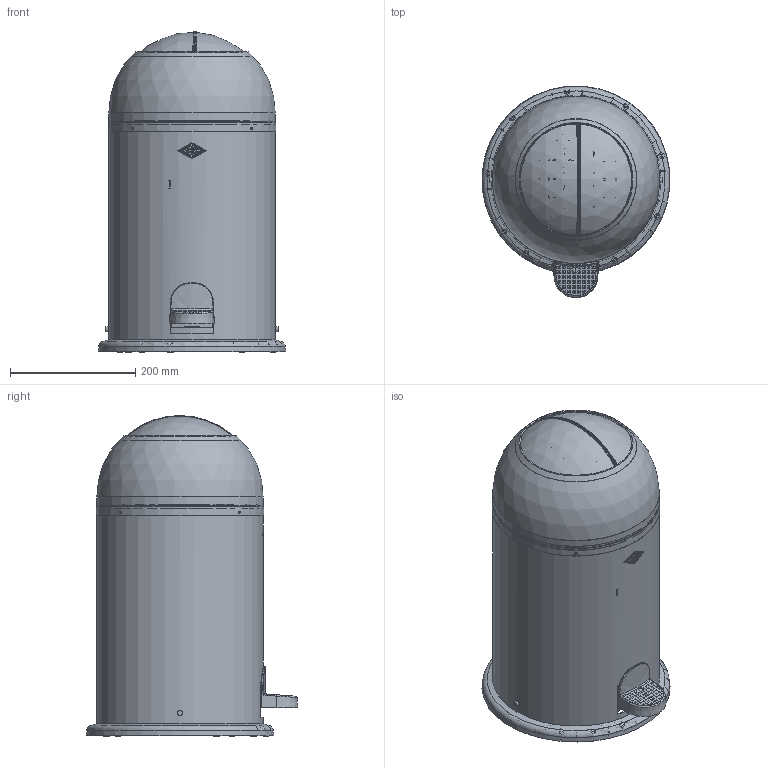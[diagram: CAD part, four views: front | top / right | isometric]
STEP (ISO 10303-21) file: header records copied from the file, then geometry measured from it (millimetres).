
FILE_DESCRIPTION(('STEP AP214'),'1');
FILE_NAME('_V Kickmaster junior.STP','2025-08-27T11:51:38',(' '),(' '),'Spatial InterOp 3D',' ',' ');
FILE_SCHEMA(('AUTOMOTIVE_DESIGN { 1 0 10303 214 1 1 1 1 }'));
Length unit declared in the file: millimetre
Products named in the file (1): 180 212 Singel Master|18021201 Rumpf mit Tretbügel:1#18021201|18021201-01 Rumpf:1#18021201-01 Rumpf;Volumenkörper2
Bounding box: 299.21 x 337.54 x 511.54 mm (x, y, z)
Volume: 1307016.3 mm3; surface area: 1846523.3 mm2
Topology: 83 solids, 89 shells, 3200 faces, 8178 edges, 5124 vertices
Faces by surface type: plane 1476, cylinder 693, bspline 468, torus 288, sphere 151, cone 124
Full cylindrical faces by diameter (mm): 2.25 x2, 2.5 x2, 3.5 x16, 4 x12, 4.5 x2, 5 x10, 5.1 x10, 6 x2, 6.4 x1, 6.5 x1, 6.9 x2, 7.9 x4, 8 x4, 8.1 x4, 9 x6, 10 x3, 11 x1, 16 x2, 177.746 x1, 183.746 x1, 253 x1, 256 x1, 257 x1, 258.4 x1, 262 x1, 264 x1, 264.6 x2, 265.9 x1, 266 x3, 267.3 x1
Entity records: 122345 total; most frequent: CARTESIAN_POINT 47537, ORIENTED_EDGE 15806, DIRECTION 14555, EDGE_CURVE 7903, AXIS2_PLACEMENT_3D 5434, VERTEX_POINT 5065, LINE 3687, VECTOR 3687
